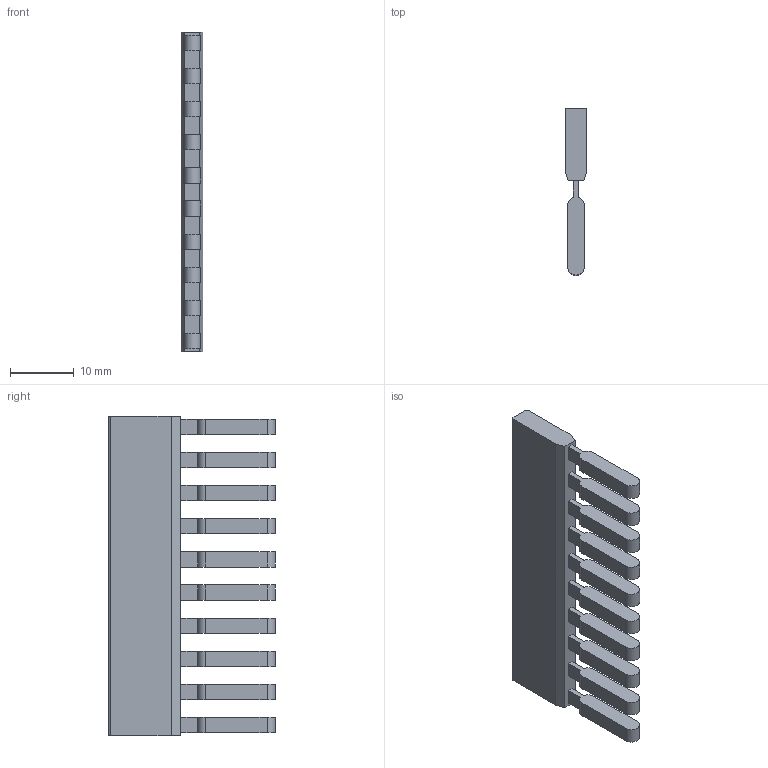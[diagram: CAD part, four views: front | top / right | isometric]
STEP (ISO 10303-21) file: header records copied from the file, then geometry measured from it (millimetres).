
FILE_DESCRIPTION (( 'STEP AP214' ), '1' );
FILE_NAME ('UK 2,5-10.STP', '2013-11-14T14:39:48', ( 'arge' ), ( 'Microsoft' ), 'SwSTEP 2.0', 'SolidWorks 2013', '' );
FILE_SCHEMA (( 'AUTOMOTIVE_DESIGN' ));
Length unit declared in the file: millimetre
Products named in the file (1): UK 2,5-10
Bounding box: 3.4 x 26.15 x 50.2 mm (x, y, z)
Volume: 2667.6 mm3; surface area: 2893 mm2
Topology: 1 solids, 1 shells, 110 faces, 294 edges, 196 vertices
Faces by surface type: plane 68, cylinder 42
Entity records: 4686 total; most frequent: CARTESIAN_POINT 601, DIRECTION 600, ORIENTED_EDGE 588, EDGE_CURVE 294, VECTOR 210, LINE 210, VERTEX_POINT 196, AXIS2_PLACEMENT_3D 195
